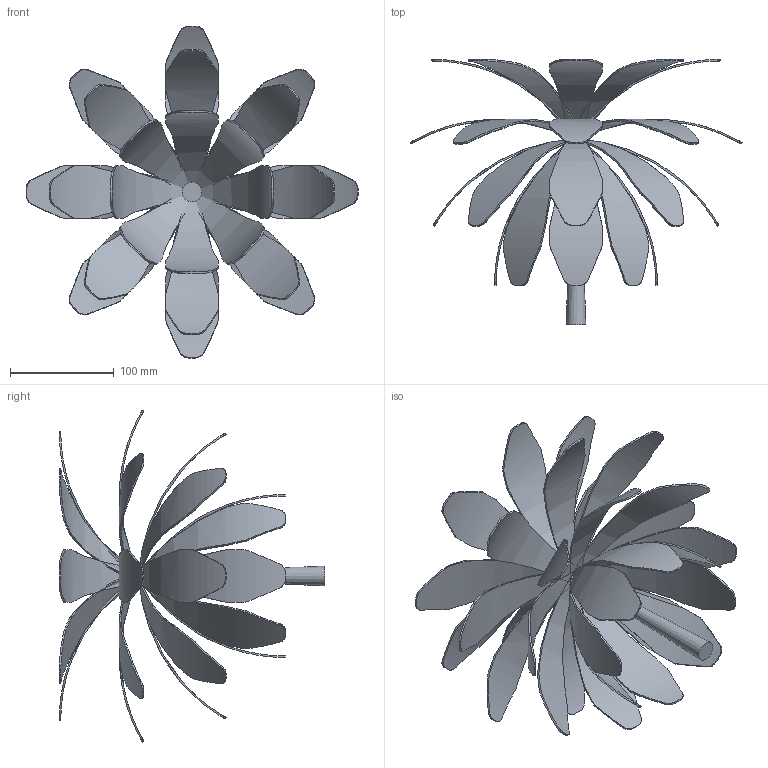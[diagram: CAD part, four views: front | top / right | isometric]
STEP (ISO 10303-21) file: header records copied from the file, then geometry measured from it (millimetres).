
FILE_DESCRIPTION(/* description */ (''),/* implementation_level */ '2;1');
FILE_NAME(/* name */ 'plant v2.step',/* time_stamp */ '2023-10-13T19:17:39+05:30',/* author */ (''),/* organization */ (''),/* preprocessor_version */ 'ST-DEVELOPER v20',/* originating_system */ 'Autodesk Translation Framework v12.14.0.127',/* authorisation */ '');
FILE_SCHEMA (('AUTOMOTIVE_DESIGN { 1 0 10303 214 3 1 1 }'));
Length unit declared in the file: inch
Products named in the file (1): plant
Bounding box: 320.67 x 256.5 x 320.67 mm (x, y, z)
Volume: 311076 mm3; surface area: 387204.8 mm2
Topology: 33 solids, 33 shells, 515 faces, 1347 edges, 898 vertices
Faces by surface type: plane 258, cylinder 256, cone 1
Entity records: 17029 total; most frequent: CARTESIAN_POINT 4681, ORIENTED_EDGE 2694, DIRECTION 2381, EDGE_CURVE 1347, AXIS2_PLACEMENT_3D 902, VERTEX_POINT 898, LINE 577, VECTOR 577
